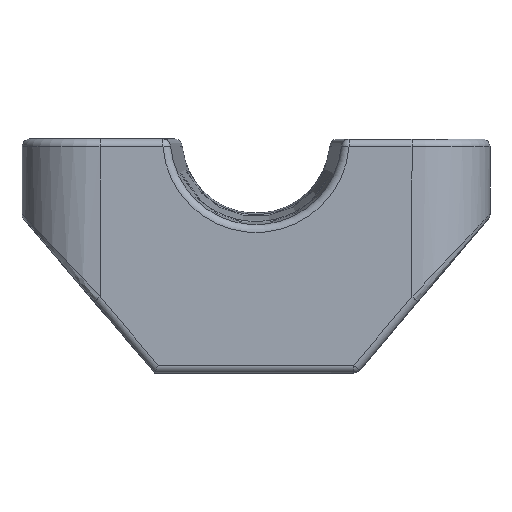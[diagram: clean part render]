
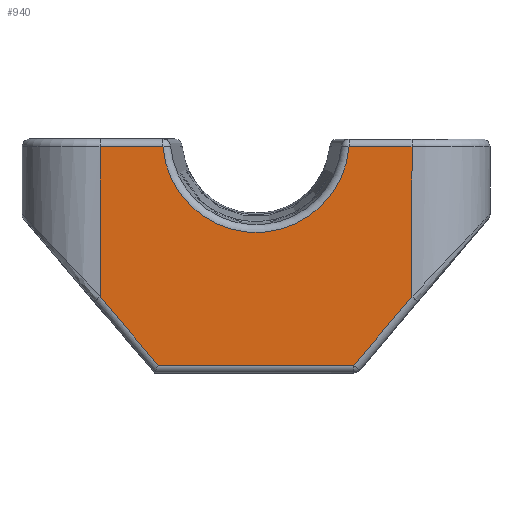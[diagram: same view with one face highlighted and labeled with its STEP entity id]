
A CAD part, front view. The second image highlights one B-rep face of the part: STEP entity #940.
In plain terms, the highlighted planar face has unit normal (0, -1, 0).
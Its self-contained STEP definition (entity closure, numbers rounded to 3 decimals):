
#48=PLANE('',#1048);
#88=LINE('',#1571,#139);
#90=LINE('',#1576,#141);
#91=LINE('',#1580,#142);
#101=LINE('',#1669,#152);
#102=LINE('',#1671,#153);
#103=LINE('',#1675,#154);
#104=LINE('',#1676,#155);
#139=VECTOR('',#1195,10.);
#141=VECTOR('',#1199,10.);
#142=VECTOR('',#1204,10.);
#152=VECTOR('',#1242,10.);
#153=VECTOR('',#1243,10.);
#154=VECTOR('',#1246,10.);
#155=VECTOR('',#1247,10.);
#231=FACE_OUTER_BOUND('',#296,.T.);
#296=EDGE_LOOP('',(#703,#704,#705,#706,#707,#708,#709,#710));
#378=CIRCLE('',#1049,5.992);
#433=VERTEX_POINT('',#1489);
#440=VERTEX_POINT('',#1564);
#443=VERTEX_POINT('',#1575);
#444=VERTEX_POINT('',#1579);
#454=VERTEX_POINT('',#1668);
#455=VERTEX_POINT('',#1670);
#456=VERTEX_POINT('',#1672);
#457=VERTEX_POINT('',#1674);
#527=EDGE_CURVE('',#440,#433,#88,.T.);
#529=EDGE_CURVE('',#433,#443,#90,.T.);
#531=EDGE_CURVE('',#443,#444,#91,.T.);
#550=EDGE_CURVE('',#454,#440,#101,.T.);
#551=EDGE_CURVE('',#455,#454,#102,.T.);
#552=EDGE_CURVE('',#456,#455,#378,.T.);
#553=EDGE_CURVE('',#457,#456,#103,.T.);
#554=EDGE_CURVE('',#444,#457,#104,.T.);
#703=ORIENTED_EDGE('',*,*,#531,.F.);
#704=ORIENTED_EDGE('',*,*,#529,.F.);
#705=ORIENTED_EDGE('',*,*,#527,.F.);
#706=ORIENTED_EDGE('',*,*,#550,.F.);
#707=ORIENTED_EDGE('',*,*,#551,.F.);
#708=ORIENTED_EDGE('',*,*,#552,.F.);
#709=ORIENTED_EDGE('',*,*,#553,.F.);
#710=ORIENTED_EDGE('',*,*,#554,.F.);
#940=ADVANCED_FACE('',(#231),#48,.F.);
#1048=AXIS2_PLACEMENT_3D('',#1667,#1240,#1241);
#1049=AXIS2_PLACEMENT_3D('',#1673,#1244,#1245);
#1195=DIRECTION('',(-0.648,0.,-0.762));
#1199=DIRECTION('',(-1.,0.,0.));
#1204=DIRECTION('',(-0.648,0.,0.762));
#1240=DIRECTION('center_axis',(0.,1.,0.));
#1241=DIRECTION('ref_axis',(0.,0.,1.));
#1242=DIRECTION('',(0.,0.,-1.));
#1243=DIRECTION('',(1.,0.,0.));
#1244=DIRECTION('center_axis',(0.,-1.,0.));
#1245=DIRECTION('ref_axis',(0.,0.,-1.));
#1246=DIRECTION('',(1.,0.,0.));
#1247=DIRECTION('',(0.,0.,1.));
#1489=CARTESIAN_POINT('',(6.269,0.,-14.5));
#1564=CARTESIAN_POINT('',(10.,0.,-10.11));
#1571=CARTESIAN_POINT('',(10.856,0.,-9.103));
#1575=CARTESIAN_POINT('',(-6.269,0.,-14.5));
#1576=CARTESIAN_POINT('',(3.25,0.,-14.5));
#1579=CARTESIAN_POINT('',(-10.,0.,-10.11));
#1580=CARTESIAN_POINT('',(-6.606,0.,-14.103));
#1667=CARTESIAN_POINT('Origin',(0.,0.,-7.5));
#1668=CARTESIAN_POINT('',(10.,0.,-0.5));
#1669=CARTESIAN_POINT('',(10.,0.,-3.75));
#1670=CARTESIAN_POINT('',(5.971,0.,-0.5));
#1671=CARTESIAN_POINT('',(-7.5,0.,-0.5));
#1672=CARTESIAN_POINT('',(-5.971,0.,-0.5));
#1673=CARTESIAN_POINT('Origin',(0.,0.,0.));
#1674=CARTESIAN_POINT('',(-10.,0.,-0.5));
#1675=CARTESIAN_POINT('',(-7.5,0.,-0.5));
#1676=CARTESIAN_POINT('',(-10.,0.,-6.25));
